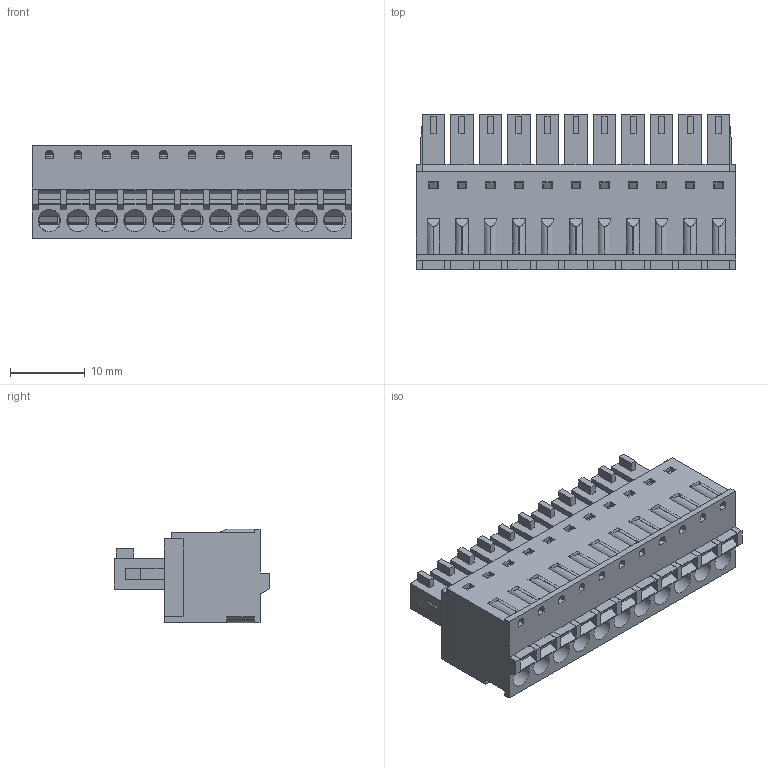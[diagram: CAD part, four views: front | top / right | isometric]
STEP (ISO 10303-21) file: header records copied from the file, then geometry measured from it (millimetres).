
FILE_DESCRIPTION( ( 'Unknown' ), '1' );
FILE_NAME( '691368300011B.stp', 'Unknown', ( 'Unknown' ), ( 'Unknown' ), 'PSStep 19.0.9', 'Unknown', ' ' );
FILE_SCHEMA( ( 'AUTOMOTIVE_DESIGN { 1 0 10303 214 1 1 1 1 }' ) );
Length unit declared in the file: millimetre
Products named in the file (6): Assem1; 6913683000xxB_BOUTON; 6913683000xxB_PIN; 6913683000xxB_LANGUETTE; 691368300011B; 691368300011B_BACK
Assembly tree (35 placements, depth 2):
  Assem1
    6913683000xxB_BOUTON  x11
    6913683000xxB_PIN  x11
    6913683000xxB_LANGUETTE  x11
    691368300011B
    691368300011B_BACK
Bounding box: 42.71 x 20.8 x 12.5 mm (x, y, z)
Volume: 4462.6 mm3; surface area: 13833.3 mm2
Topology: 35 solids, 35 shells, 3176 faces, 8867 edges, 5728 vertices
Faces by surface type: plane 2692, cylinder 484
Full cylindrical faces by diameter (mm): 1 x11, 3 x11
Entity records: 72071 total; most frequent: CARTESIAN_POINT 10481, ORIENTED_EDGE 10126, DIRECTION 9089, EDGE_CURVE 5063, LINE 4677, VECTOR 4677, VERTEX_POINT 3246, AXIS2_PLACEMENT_3D 2206
